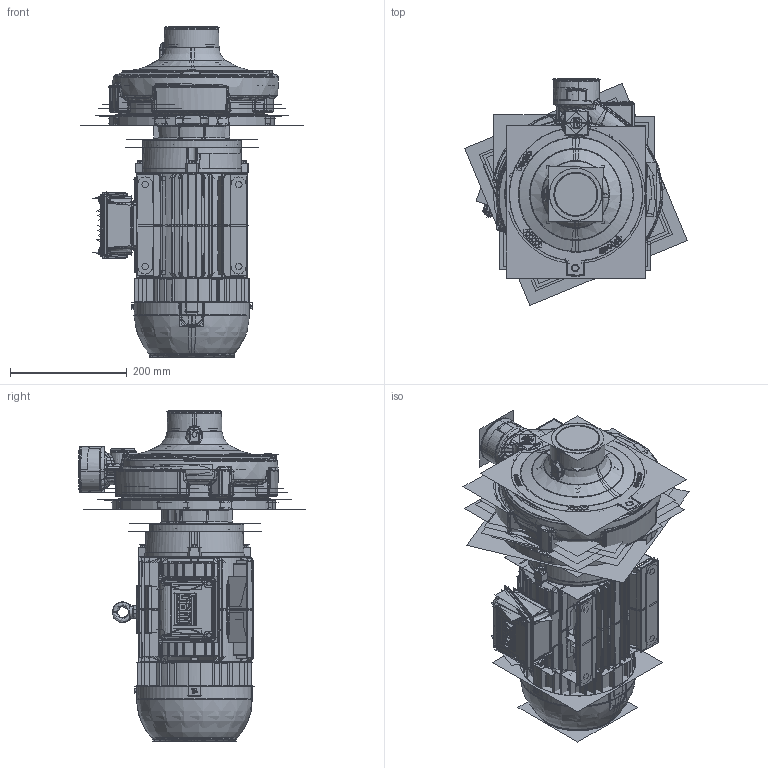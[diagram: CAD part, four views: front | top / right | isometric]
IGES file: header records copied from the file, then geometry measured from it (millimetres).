
Start section:  PTC IGES file: 87233491-00_asm.igs
Global section: file name: 87233491-00_asm.igs; native system: Creo Parametric by PTC Inc.; preprocessor: 2021063; author: santl04; organization: Unknown; date: 20220405.110424; units: millimetre
Bounding box: 380.63 x 388.69 x 565.27 mm (x, y, z)
Volume: 35929138.1 mm3; surface area: 18527127.9 mm2
Topology: 8 solids, 25 shells, 10010 faces, 58326 edges, 78873 vertices
Faces by surface type: bspline 7634, revolution 2364, extrusion 12
